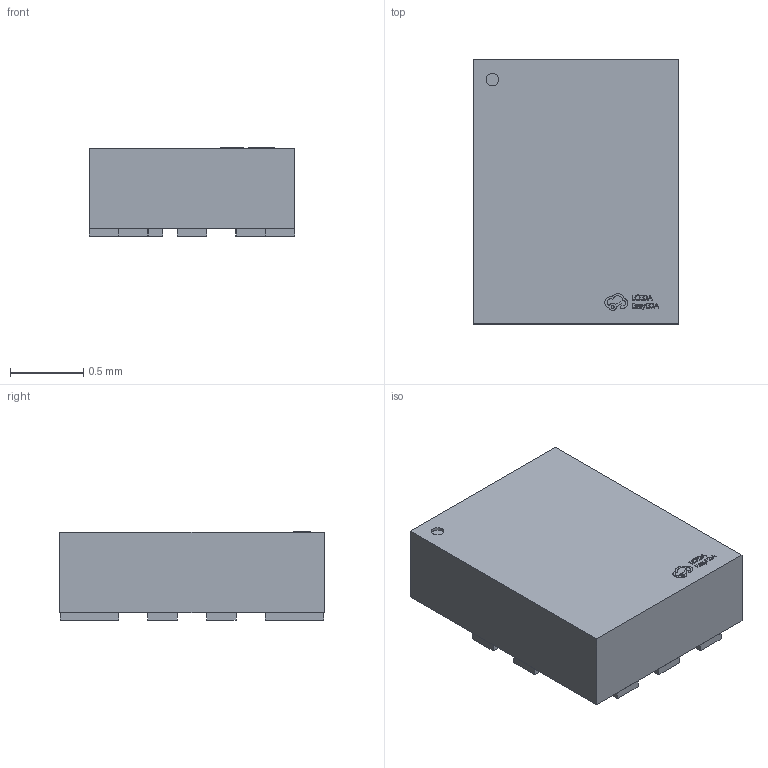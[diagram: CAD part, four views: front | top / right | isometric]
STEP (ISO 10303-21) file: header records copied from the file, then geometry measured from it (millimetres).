
FILE_DESCRIPTION (( 'STEP AP214' ), '1' );
FILE_NAME ('UQFN-10_L1.8-W1.4-P0.40-TL.step', '2022-07-15T04:00:15', ( '' ), ( '' ), 'SwSTEP 2.0', 'SolidWorks 2020', '' );
FILE_SCHEMA (( 'AUTOMOTIVE_DESIGN' ));
Length unit declared in the file: millimetre
Products named in the file (1): UQFN-10_L1.8-W1.4-P0.40-TL
Bounding box: 1.4 x 1.8 x 0.6 mm (x, y, z)
Volume: 1.4 mm3; surface area: 9.3 mm2
Topology: 14 solids, 14 shells, 350 faces, 912 edges, 608 vertices
Faces by surface type: plane 236, bspline 112, cylinder 2
Entity records: 15199 total; most frequent: CARTESIAN_POINT 3975, ORIENTED_EDGE 1824, DIRECTION 1166, EDGE_CURVE 912, VECTOR 680, LINE 680, VERTEX_POINT 608, EDGE_LOOP 380
